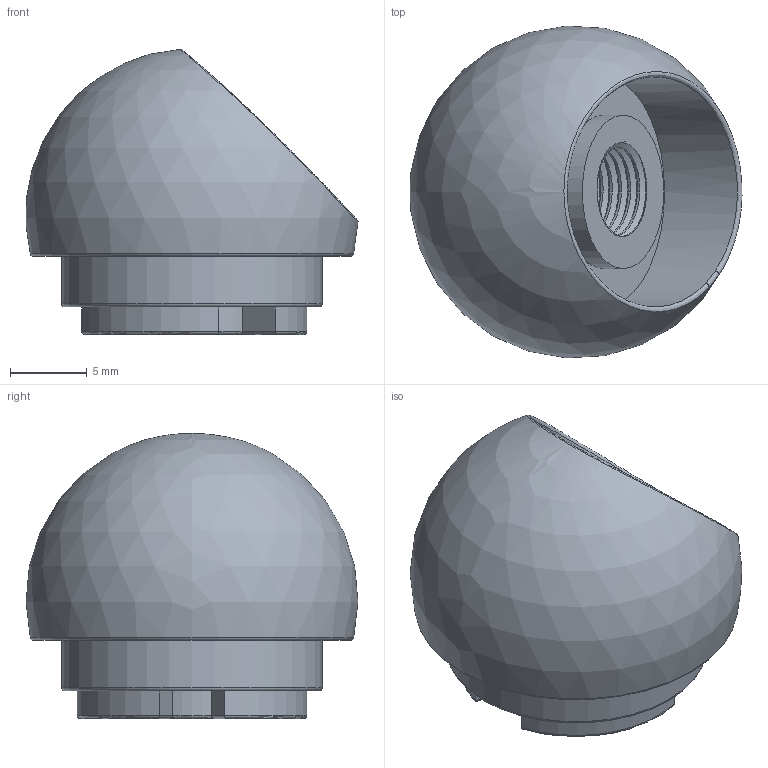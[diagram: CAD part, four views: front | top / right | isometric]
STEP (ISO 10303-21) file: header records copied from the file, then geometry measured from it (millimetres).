
FILE_DESCRIPTION(/* description */ (''),/* implementation_level */ '2;1');
FILE_NAME(/* name */ 'antenna_interface - antenna_support.step',/* time_stamp */ '2020-12-08T10:16:04-08:00',/* author */ (''),/* organization */ (''),/* preprocessor_version */ 'ST-DEVELOPER v18.1',/* originating_system */ 'Autodesk Translation Framework v9.3.0.1241',/* authorisation */ '');
FILE_SCHEMA (('AUTOMOTIVE_DESIGN { 1 0 10303 214 3 1 1 }'));
Length unit declared in the file: metre
Products named in the file (1): antenna_interface - antenna_support
Bounding box: 21.64 x 21.63 x 18.59 mm (x, y, z)
Volume: 3308.7 mm3; surface area: 2115.5 mm2
Topology: 1 solids, 1 shells, 66 faces, 148 edges, 91 vertices
Faces by surface type: cylinder 31, plane 18, torus 8, bspline 5, cone 3, sphere 1
Full cylindrical faces by diameter (mm): 4.4 x3, 5.794 x9, 10 x1, 15 x1, 17 x1
Entity records: 4166 total; most frequent: CARTESIAN_POINT 2738, ORIENTED_EDGE 296, DIRECTION 270, EDGE_CURVE 148, AXIS2_PLACEMENT_3D 108, VERTEX_POINT 91, EDGE_LOOP 73, FACE_OUTER_BOUND 66
